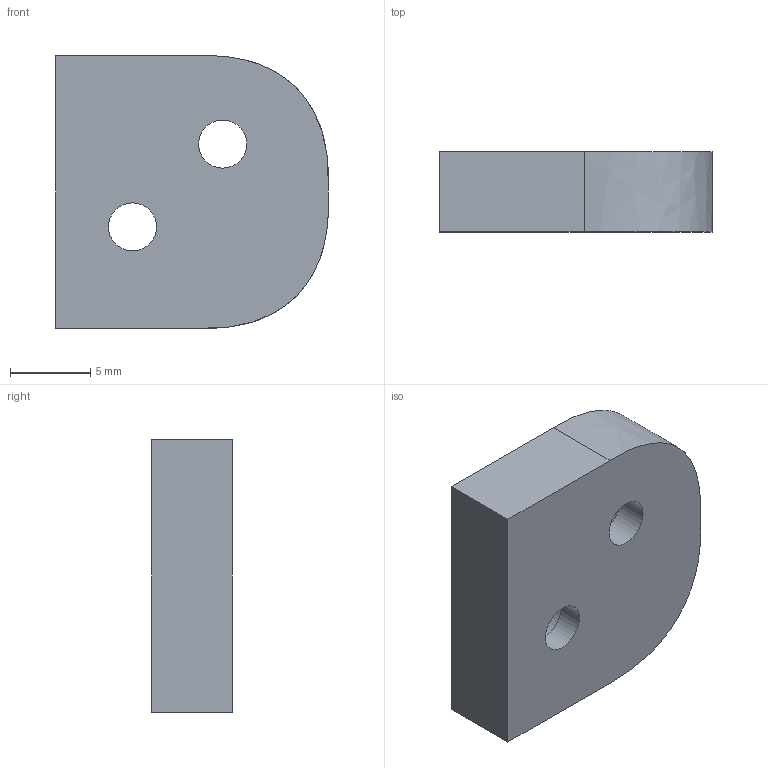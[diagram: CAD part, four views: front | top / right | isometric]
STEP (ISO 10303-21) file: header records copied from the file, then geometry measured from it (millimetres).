
FILE_DESCRIPTION(/* description */ ('STEP AP242','CAx-IF Rec.Pracs.---Representation and Presentation of Product Manufacturing Information (PMI)---4.0---2014-10-13','CAx-IF Rec.Pracs.---3D Tessellated Geometry---0.4---2014-09-14','2;1'),/* implementation_level */ '2;1');
FILE_NAME(/* name */ '65d197f6c6b9344a8c9a043b',/* time_stamp */ '2024-02-18T05:39:02Z',/* author */ (''),/* organization */ (''),/* preprocessor_version */ 'ST-DEVELOPER v19.4',/* originating_system */ ' ',/* authorisation */ ' ');
FILE_SCHEMA (('AP242_MANAGED_MODEL_BASED_3D_ENGINEERING_MIM_LF { 1 0 10303 442 1 1 4 }'));
Length unit declared in the file: metre
Products named in the file (1): right1
Bounding box: 17 x 5.01 x 17 mm (x, y, z)
Volume: 1230.3 mm3; surface area: 934.5 mm2
Topology: 1 solids, 1 shells, 14 faces, 31 edges, 21 vertices
Faces by surface type: plane 8, cylinder 4, bspline 2
Full cylindrical faces by diameter (mm): 3 x2, 4 x1, 4.2 x1
Entity records: 536 total; most frequent: CARTESIAN_POINT 227, ORIENTED_EDGE 52, DIRECTION 52, EDGE_CURVE 26, EDGE_LOOP 24, FACE_BOUND 24, AXIS2_PLACEMENT_3D 21, VERTEX_POINT 20
